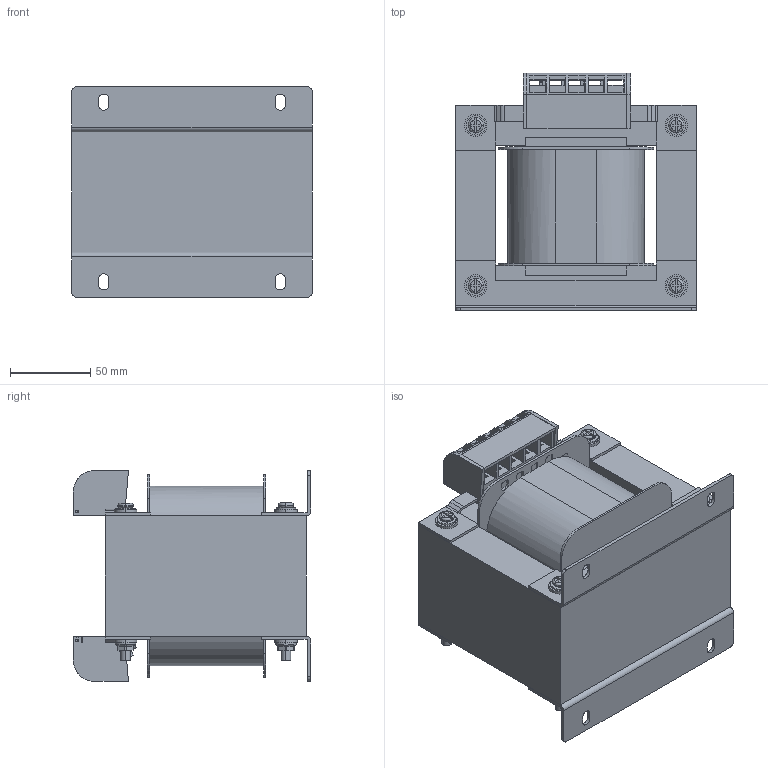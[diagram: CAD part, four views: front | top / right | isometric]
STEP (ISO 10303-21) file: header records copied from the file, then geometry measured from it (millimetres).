
FILE_DESCRIPTION((''),'2;1');
FILE_NAME('ASM0003_ASM','2023-03-03T',('Administrator'),(''),'PRO/ENGINEER BY PARAMETRIC TECHNOLOGY CORPORATION, 2008380','PRO/ENGINEER BY PARAMETRIC TECHNOLOGY CORPORATION, 2008380','');
FILE_SCHEMA(('CONFIG_CONTROL_DESIGN'));
Length unit declared in the file: millimetre
Products named in the file (15): BK800GUI; BK800XIANQUAN; PRT0034; PRT0037; PRT0036; PRT0010; PRT0017; WUJIE01; SANJIE02; SANJIE01; WUJIE02; PRT0038; BK800LUODING; PRT0040; ASM0003_ASM
Assembly tree (29 placements, depth 2):
  ASM0003_ASM
    BK800GUI
    BK800XIANQUAN
    PRT0034  x2
    PRT0037
    PRT0036  x2
    PRT0010
    PRT0017
    WUJIE01
    SANJIE02
    SANJIE01
    WUJIE02
    PRT0038  x8
    BK800LUODING  x4
    PRT0040  x4
Bounding box: 150 x 148.13 x 131.4 mm (x, y, z)
Volume: 1573378.8 mm3; surface area: 277193.1 mm2
Topology: 29 solids, 29 shells, 1075 faces, 2878 edges, 1892 vertices
Faces by surface type: plane 721, cylinder 312, torus 42
Entity records: 25330 total; most frequent: CARTESIAN_POINT 4596, ORIENTED_EDGE 4288, DIRECTION 4168, EDGE_CURVE 2144, VECTOR 1674, LINE 1674, VERTEX_POINT 1419, AXIS2_PLACEMENT_3D 1247
